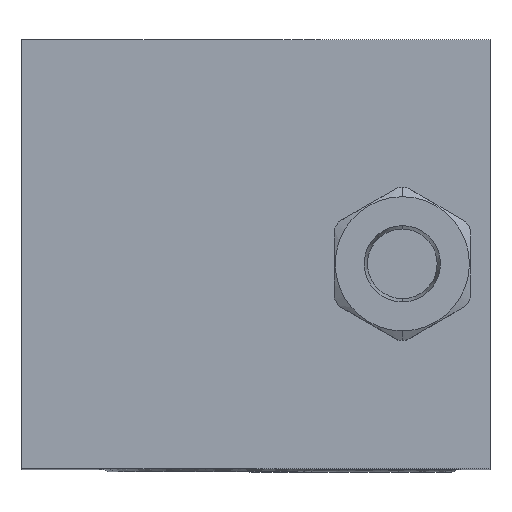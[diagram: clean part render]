
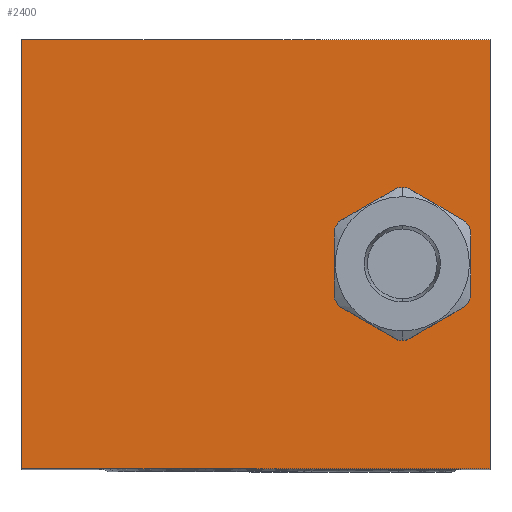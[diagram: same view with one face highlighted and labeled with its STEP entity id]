
A CAD part, top view. The second image highlights one B-rep face of the part: STEP entity #2400.
In plain terms, the highlighted planar face has unit normal (0, 0, 1).
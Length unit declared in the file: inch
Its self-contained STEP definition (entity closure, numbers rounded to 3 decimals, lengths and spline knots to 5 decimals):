
#163=DIRECTION('',(0.,-1.,0.));
#164=VECTOR('',#163,2.75);
#165=CARTESIAN_POINT('',(0.,0.,4.));
#166=LINE('',#165,#164);
#167=DIRECTION('',(-1.,0.,0.));
#168=VECTOR('',#167,3.);
#169=CARTESIAN_POINT('',(3.,0.,4.));
#170=LINE('',#169,#168);
#171=DIRECTION('',(0.,1.,0.));
#172=VECTOR('',#171,2.75);
#173=CARTESIAN_POINT('',(3.,-2.75,4.));
#174=LINE('',#173,#172);
#175=DIRECTION('',(1.,0.,0.));
#176=VECTOR('',#175,3.);
#177=CARTESIAN_POINT('',(0.,-2.75,4.));
#178=LINE('',#177,#176);
#179=CARTESIAN_POINT('',(2.438,-1.438,4.));
#180=DIRECTION('',(0.,0.,-1.));
#181=DIRECTION('',(-1.,0.,0.));
#182=AXIS2_PLACEMENT_3D('',#179,#180,#181);
#184=CARTESIAN_POINT('',(2.438,-1.438,4.));
#185=DIRECTION('',(0.,0.,-1.));
#186=DIRECTION('',(1.,0.,0.));
#187=AXIS2_PLACEMENT_3D('',#184,#185,#186);
#1928=CARTESIAN_POINT('',(0.,0.,4.));
#1929=CARTESIAN_POINT('',(0.,-2.75,4.));
#1930=VERTEX_POINT('',#1928);
#1931=VERTEX_POINT('',#1929);
#1932=CARTESIAN_POINT('',(3.,-2.75,4.));
#1933=VERTEX_POINT('',#1932);
#1934=CARTESIAN_POINT('',(3.,0.,4.));
#1935=VERTEX_POINT('',#1934);
#2213=CARTESIAN_POINT('',(2.8685,-1.438,4.));
#2214=VERTEX_POINT('',#2213);
#2223=CARTESIAN_POINT('',(2.0075,-1.438,4.));
#2224=VERTEX_POINT('',#2223);
#2383=CARTESIAN_POINT('',(0.,0.,4.));
#2384=DIRECTION('',(0.,0.,1.));
#2385=DIRECTION('',(1.,0.,0.));
#2386=AXIS2_PLACEMENT_3D('',#2383,#2384,#2385);
#2387=PLANE('',#2386);
#2388=ORIENTED_EDGE('',*,*,#2257,.F.);
#2389=ORIENTED_EDGE('',*,*,#2284,.F.);
#2390=ORIENTED_EDGE('',*,*,#2328,.F.);
#2391=ORIENTED_EDGE('',*,*,#2341,.F.);
#2392=EDGE_LOOP('',(#2388,#2389,#2390,#2391));
#2393=FACE_OUTER_BOUND('',#2392,.F.);
#2395=ORIENTED_EDGE('',*,*,#2394,.F.);
#2397=ORIENTED_EDGE('',*,*,#2396,.F.);
#2398=EDGE_LOOP('',(#2395,#2397));
#2399=FACE_BOUND('',#2398,.F.);
#2400=ADVANCED_FACE('',(#2393,#2399),#2387,.T.);
#183=CIRCLE('',#182,0.4305);
#188=CIRCLE('',#187,0.4305);
#2257=EDGE_CURVE('',#1930,#1931,#166,.T.);
#2284=EDGE_CURVE('',#1935,#1930,#170,.T.);
#2328=EDGE_CURVE('',#1933,#1935,#174,.T.);
#2341=EDGE_CURVE('',#1931,#1933,#178,.T.);
#2394=EDGE_CURVE('',#2224,#2214,#183,.T.);
#2396=EDGE_CURVE('',#2214,#2224,#188,.T.);
